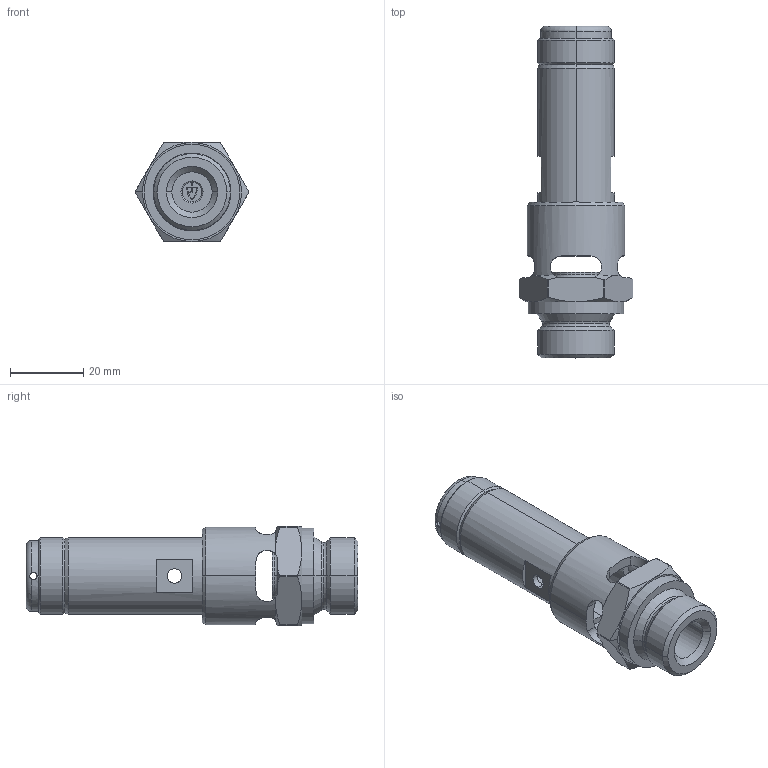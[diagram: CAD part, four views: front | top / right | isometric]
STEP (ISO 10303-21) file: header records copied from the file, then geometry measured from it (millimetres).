
FILE_DESCRIPTION (( 'STEP AP214' ), '1' );
FILE_NAME ('410sGK 1-2 0,2-50.STEP', '2014-03-05T09:02:20', ( 'Blankenhorn' ), ( '' ), 'SwSTEP 2.0', 'SolidWorks 2013', '' );
FILE_SCHEMA (( 'AUTOMOTIVE_DESIGN' ));
Length unit declared in the file: millimetre
Products named in the file (1): 410sGK 1-2  0,2-50
Bounding box: 31 x 90.5 x 27 mm (x, y, z)
Volume: 19823.2 mm3; surface area: 15366.2 mm2
Topology: 4 solids, 4 shells, 250 faces, 649 edges, 414 vertices
Faces by surface type: cylinder 115, plane 69, cone 48, torus 18
Entity records: 11429 total; most frequent: CARTESIAN_POINT 2393, DIRECTION 1345, ORIENTED_EDGE 1298, EDGE_CURVE 649, AXIS2_PLACEMENT_3D 553, VERTEX_POINT 414, CIRCLE 302, EDGE_LOOP 283
